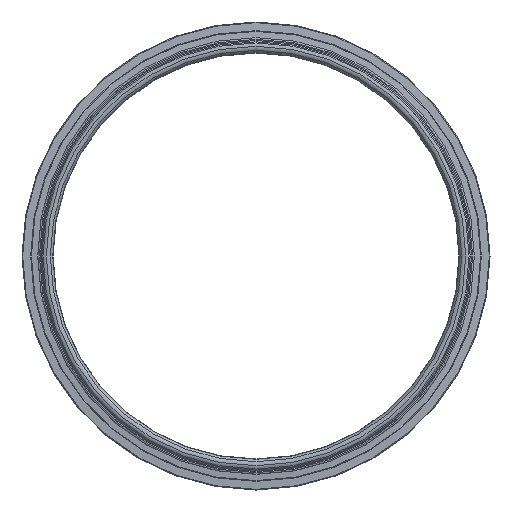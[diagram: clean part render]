
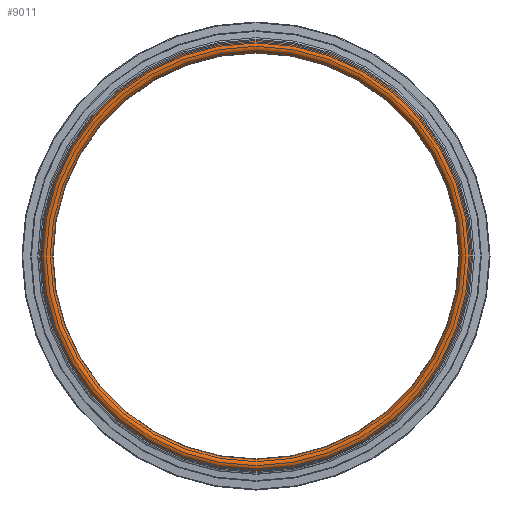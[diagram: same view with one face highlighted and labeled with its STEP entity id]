
A CAD part, front view. The second image highlights one B-rep face of the part: STEP entity #9011.
In plain terms, the highlighted toroidal (fillet/blend) face has major radius 60.14 mm and minor radius 1.76 mm.
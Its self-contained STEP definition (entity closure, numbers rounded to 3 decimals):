
#8969=CARTESIAN_POINT('',(61.9,1.06,0.0));
#8970=VERTEX_POINT('',#8969);
#8971=CARTESIAN_POINT('',(0.0,1.06,0.0));
#8972=DIRECTION('',(0.0,-1.0,0.0));
#8973=DIRECTION('',(1.0,0.0,0.0));
#8974=AXIS2_PLACEMENT_3D('',#8971,#8972,#8973);
#8975=CIRCLE('',#8974,61.9);
#8976=EDGE_CURVE('',#8970,#8970,#8975,.T.);
#8992=CARTESIAN_POINT('',(0.0,1.06,0.0));
#8993=DIRECTION('',(0.0,-1.0,0.0));
#8994=DIRECTION('',(0.0,0.0,-1.0));
#8995=AXIS2_PLACEMENT_3D('',#8992,#8993,#8994);
#8996=TOROIDAL_SURFACE('',#8995,60.14,1.76);
#8997=CARTESIAN_POINT('',(58.38,1.06,0.0));
#8998=VERTEX_POINT('',#8997);
#8999=CARTESIAN_POINT('',(0.0,1.06,0.0));
#9000=DIRECTION('',(0.0,-1.0,0.0));
#9001=DIRECTION('',(1.0,0.0,0.0));
#9002=AXIS2_PLACEMENT_3D('',#8999,#9000,#9001);
#9003=CIRCLE('',#9002,58.38);
#9004=EDGE_CURVE('',#8998,#8998,#9003,.T.);
#9005=ORIENTED_EDGE('',*,*,#9004,.F.);
#9006=EDGE_LOOP('',(#9005));
#9007=FACE_OUTER_BOUND('',#9006,.T.);
#9008=ORIENTED_EDGE('',*,*,#8976,.T.);
#9009=EDGE_LOOP('',(#9008));
#9010=FACE_BOUND('',#9009,.T.);
#9011=ADVANCED_FACE('',(#9007,#9010),#8996,.T.);
